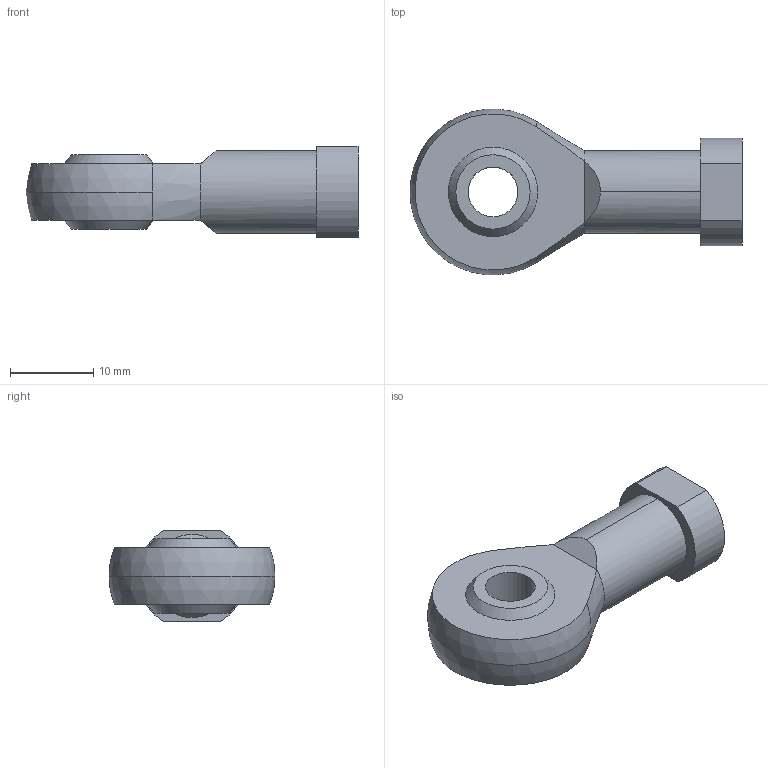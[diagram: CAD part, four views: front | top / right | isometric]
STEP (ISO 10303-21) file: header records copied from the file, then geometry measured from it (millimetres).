
FILE_DESCRIPTION (( 'STEP AP203' ), '1' );
FILE_NAME ('W0950120025.step', '2025-05-29T13:02:05', ( '' ), ( '' ), 'SwSTEP 2.0', 'SolidWorks 2024', '' );
FILE_SCHEMA (( 'CONFIG_CONTROL_DESIGN' ));
Length unit declared in the file: millimetre
Products named in the file (1): W0950120025
Bounding box: 40 x 19.96 x 11 mm (x, y, z)
Volume: 3519.9 mm3; surface area: 2164.2 mm2
Topology: 1 solids, 1 shells, 28 faces, 66 edges, 42 vertices
Faces by surface type: plane 10, cylinder 8, cone 6, sphere 4
Entity records: 897 total; most frequent: CARTESIAN_POINT 173, DIRECTION 146, ORIENTED_EDGE 124, AXIS2_PLACEMENT_3D 63, EDGE_CURVE 62, VERTEX_POINT 42, EDGE_LOOP 36, CIRCLE 34
